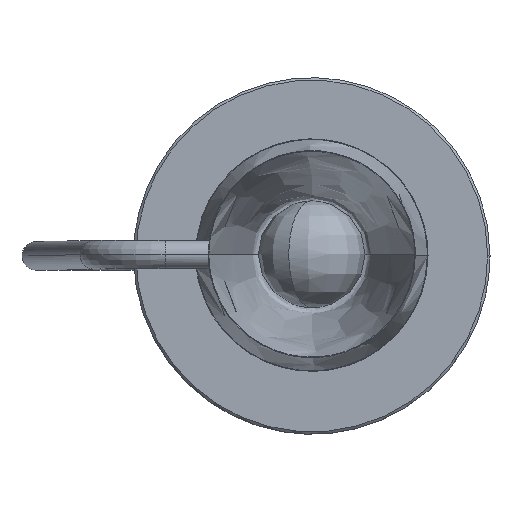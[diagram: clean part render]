
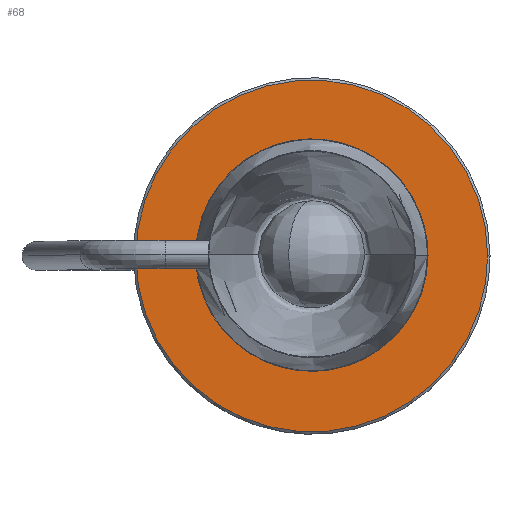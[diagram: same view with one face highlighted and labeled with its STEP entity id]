
A CAD part, top view. The second image highlights one B-rep face of the part: STEP entity #68.
In plain terms, the highlighted planar face has unit normal (0, 0, 1).
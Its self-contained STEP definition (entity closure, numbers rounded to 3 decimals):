
#15=PLANE('',#558);
#68=ADVANCED_FACE('',(#102),#15,.T.);
#102=FACE_OUTER_BOUND('',#136,.T.);
#136=EDGE_LOOP('',(#242,#243));
#242=ORIENTED_EDGE('',*,*,#316,.T.);
#243=ORIENTED_EDGE('',*,*,#321,.T.);
#316=EDGE_CURVE('',#426,#429,#329,.T.);
#321=EDGE_CURVE('',#429,#426,#331,.T.);
#329=B_SPLINE_CURVE_WITH_KNOTS('',3,(#2233,#2234,#2235,#2236,#2237,#2238,
#2239,#2240,#2241,#2242,#2243,#2244,#2245,#2246,#2247,#2248,#2249,#2250,
#2251,#2252,#2253),.UNSPECIFIED.,.F.,.F.,(4,1,1,1,1,1,1,1,3,1,1,1,1,1,1,
1,4),(0.,13.947,27.895,43.007,58.119,
73.232,88.344,102.291,116.239,130.186,
144.134,159.246,174.358,189.47,204.583,
218.53,232.477),.UNSPECIFIED.);
#331=B_SPLINE_CURVE_WITH_KNOTS('',3,(#2268,#2269,#2270,#2271,#2272,#2273,
#2274,#2275,#2276,#2277,#2278,#2279,#2280,#2281,#2282,#2283,#2284,#2285,
#2286,#2287,#2288),.UNSPECIFIED.,.F.,.F.,(4,1,1,1,1,1,1,1,3,1,1,1,1,1,1,
1,4),(232.477,246.425,260.372,275.485,
290.597,305.709,320.821,334.769,348.716,
362.664,376.611,391.723,406.836,421.948,
437.06,451.008,464.955),.UNSPECIFIED.);
#426=VERTEX_POINT('',#2215);
#429=VERTEX_POINT('',#2218);
#558=AXIS2_PLACEMENT_3D('',#2127,#574,$);
#574=DIRECTION('',(0.,0.,1.));
#2127=CARTESIAN_POINT('',(-93.75,-93.75,25.));
#2215=CARTESIAN_POINT('',(74.,0.,25.));
#2218=CARTESIAN_POINT('',(-74.,0.,25.));
#2233=CARTESIAN_POINT('',(74.,0.,25.));
#2234=CARTESIAN_POINT('',(74.,4.649,25.));
#2235=CARTESIAN_POINT('',(73.121,13.947,25.));
#2236=CARTESIAN_POINT('',(69.104,27.775,25.));
#2237=CARTESIAN_POINT('',(62.282,40.91,25.));
#2238=CARTESIAN_POINT('',(52.691,52.691,25.));
#2239=CARTESIAN_POINT('',(40.91,62.282,25.));
#2240=CARTESIAN_POINT('',(27.775,69.104,25.));
#2241=CARTESIAN_POINT('',(13.947,73.121,25.));
#2242=CARTESIAN_POINT('',(4.649,74.,25.));
#2243=CARTESIAN_POINT('',(0.,74.,25.));
#2244=CARTESIAN_POINT('',(-4.649,74.,25.));
#2245=CARTESIAN_POINT('',(-13.947,73.121,25.));
#2246=CARTESIAN_POINT('',(-27.775,69.104,25.));
#2247=CARTESIAN_POINT('',(-40.91,62.282,25.));
#2248=CARTESIAN_POINT('',(-52.691,52.691,25.));
#2249=CARTESIAN_POINT('',(-62.282,40.91,25.));
#2250=CARTESIAN_POINT('',(-69.104,27.775,25.));
#2251=CARTESIAN_POINT('',(-73.121,13.947,25.));
#2252=CARTESIAN_POINT('',(-74.,4.649,25.));
#2253=CARTESIAN_POINT('',(-74.,0.,25.));
#2268=CARTESIAN_POINT('',(-74.,0.,25.));
#2269=CARTESIAN_POINT('',(-74.,-4.649,25.));
#2270=CARTESIAN_POINT('',(-73.121,-13.947,25.));
#2271=CARTESIAN_POINT('',(-69.104,-27.775,25.));
#2272=CARTESIAN_POINT('',(-62.282,-40.91,25.));
#2273=CARTESIAN_POINT('',(-52.691,-52.691,25.));
#2274=CARTESIAN_POINT('',(-40.91,-62.282,25.));
#2275=CARTESIAN_POINT('',(-27.775,-69.104,25.));
#2276=CARTESIAN_POINT('',(-13.947,-73.121,25.));
#2277=CARTESIAN_POINT('',(-4.649,-74.,25.));
#2278=CARTESIAN_POINT('',(0.,-74.,25.));
#2279=CARTESIAN_POINT('',(4.649,-74.,25.));
#2280=CARTESIAN_POINT('',(13.947,-73.121,25.));
#2281=CARTESIAN_POINT('',(27.775,-69.104,25.));
#2282=CARTESIAN_POINT('',(40.91,-62.282,25.));
#2283=CARTESIAN_POINT('',(52.691,-52.691,25.));
#2284=CARTESIAN_POINT('',(62.282,-40.91,25.));
#2285=CARTESIAN_POINT('',(69.104,-27.775,25.));
#2286=CARTESIAN_POINT('',(73.121,-13.947,25.));
#2287=CARTESIAN_POINT('',(74.,-4.649,25.));
#2288=CARTESIAN_POINT('',(74.,0.,25.));
